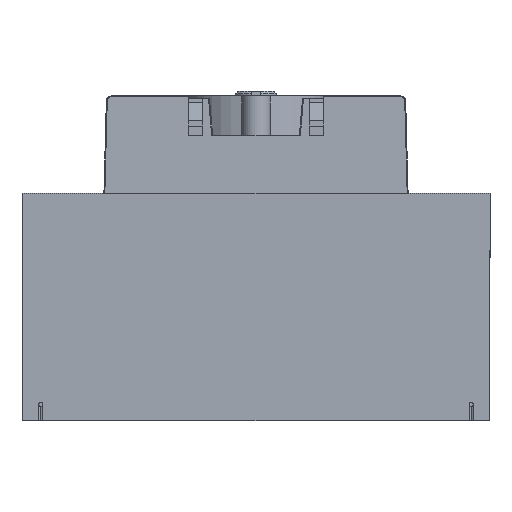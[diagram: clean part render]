
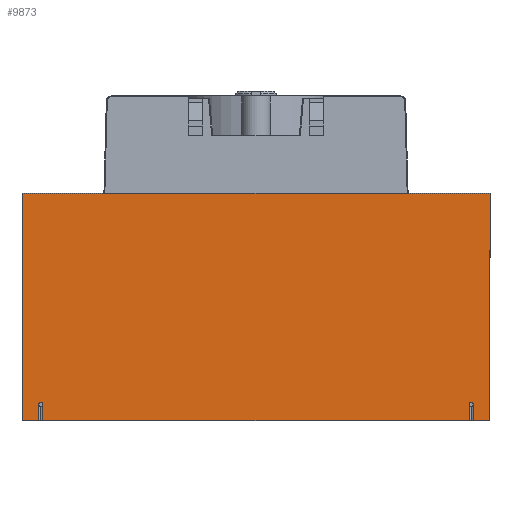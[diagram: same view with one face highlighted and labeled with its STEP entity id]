
A CAD part, left-side view. The second image highlights one B-rep face of the part: STEP entity #9873.
In plain terms, the highlighted planar face has unit normal (-1, 0, 0).
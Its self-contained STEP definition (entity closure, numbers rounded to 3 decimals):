
#7778=CARTESIAN_POINT('',(0.0,-46.45,3.5));
#7779=VERTEX_POINT('',#7778);
#7786=CARTESIAN_POINT('',(0.0,-45.55,3.5));
#7787=VERTEX_POINT('',#7786);
#7788=CARTESIAN_POINT('',(0.0,-46.,3.5));
#7789=DIRECTION('',(1.0,0.0,0.0));
#7790=DIRECTION('',(0.0,-1.0,0.0));
#7791=AXIS2_PLACEMENT_3D('',#7788,#7789,#7790);
#7792=CIRCLE('',#7791,0.45);
#7793=EDGE_CURVE('',#7787,#7779,#7792,.T.);
#7828=CARTESIAN_POINT('',(0.,45.868,3.93));
#7829=VERTEX_POINT('',#7828);
#7923=CARTESIAN_POINT('',(0.0,45.55,3.5));
#7924=VERTEX_POINT('',#7923);
#7931=CARTESIAN_POINT('',(0.0,46.,3.5));
#7932=DIRECTION('',(1.0,0.0,0.0));
#7933=DIRECTION('',(0.0,1.0,0.0));
#7934=AXIS2_PLACEMENT_3D('',#7931,#7932,#7933);
#7935=CIRCLE('',#7934,0.45);
#7936=EDGE_CURVE('',#7829,#7924,#7935,.T.);
#8274=CARTESIAN_POINT('',(0.0,50.,48.6));
#8275=VERTEX_POINT('',#8274);
#8276=CARTESIAN_POINT('',(0.0,-50.,48.6));
#8277=VERTEX_POINT('',#8276);
#8278=CARTESIAN_POINT('',(0.,50.,48.6));
#8279=DIRECTION('',(0.0,-1.0,0.0));
#8280=VECTOR('',#8279,100.);
#8281=LINE('',#8278,#8280);
#8282=EDGE_CURVE('',#8275,#8277,#8281,.T.);
#9665=CARTESIAN_POINT('',(0.0,-50.0,0.0));
#9666=VERTEX_POINT('',#9665);
#9673=CARTESIAN_POINT('',(0.0,-46.45,0.0));
#9674=VERTEX_POINT('',#9673);
#9675=CARTESIAN_POINT('',(0.0,-50.0,0.0));
#9676=DIRECTION('',(0.0,1.0,0.0));
#9677=VECTOR('',#9676,3.55);
#9678=LINE('',#9675,#9677);
#9679=EDGE_CURVE('',#9666,#9674,#9678,.T.);
#9715=CARTESIAN_POINT('',(0.0,-45.55,0.0));
#9716=VERTEX_POINT('',#9715);
#9723=CARTESIAN_POINT('',(0.0,45.55,0.0));
#9724=VERTEX_POINT('',#9723);
#9725=CARTESIAN_POINT('',(0.,-45.55,0.0));
#9726=DIRECTION('',(0.0,1.0,0.0));
#9727=VECTOR('',#9726,91.1);
#9728=LINE('',#9725,#9727);
#9729=EDGE_CURVE('',#9716,#9724,#9728,.T.);
#9765=CARTESIAN_POINT('',(0.0,46.45,0.0));
#9766=VERTEX_POINT('',#9765);
#9773=CARTESIAN_POINT('',(0.0,50.0,0.0));
#9774=VERTEX_POINT('',#9773);
#9775=CARTESIAN_POINT('',(0.0,46.45,0.0));
#9776=DIRECTION('',(0.0,1.0,0.0));
#9777=VECTOR('',#9776,3.55);
#9778=LINE('',#9775,#9777);
#9779=EDGE_CURVE('',#9766,#9774,#9778,.T.);
#9815=CARTESIAN_POINT('',(0.0,0.,19.862));
#9816=DIRECTION('',(-1.0,0.0,0.0));
#9817=DIRECTION('',(0.0,1.0,0.0));
#9818=AXIS2_PLACEMENT_3D('',#9815,#9816,#9817);
#9819=PLANE('',#9818);
#9820=ORIENTED_EDGE('',*,*,#8282,.F.);
#9821=CARTESIAN_POINT('',(0.0,50.0,0.0));
#9822=DIRECTION('',(0.0,0.0,1.0));
#9823=VECTOR('',#9822,48.6);
#9824=LINE('',#9821,#9823);
#9825=EDGE_CURVE('',#9774,#8275,#9824,.T.);
#9826=ORIENTED_EDGE('',*,*,#9825,.F.);
#9827=ORIENTED_EDGE('',*,*,#9779,.F.);
#9828=CARTESIAN_POINT('',(0.0,46.45,3.5));
#9829=VERTEX_POINT('',#9828);
#9830=CARTESIAN_POINT('',(0.0,46.45,0.0));
#9831=DIRECTION('',(0.0,0.0,1.0));
#9832=VECTOR('',#9831,3.5);
#9833=LINE('',#9830,#9832);
#9834=EDGE_CURVE('',#9766,#9829,#9833,.T.);
#9835=ORIENTED_EDGE('',*,*,#9834,.T.);
#9836=CARTESIAN_POINT('',(0.0,46.,3.5));
#9837=DIRECTION('',(1.0,0.0,0.0));
#9838=DIRECTION('',(0.0,1.0,0.0));
#9839=AXIS2_PLACEMENT_3D('',#9836,#9837,#9838);
#9840=CIRCLE('',#9839,0.45);
#9841=EDGE_CURVE('',#9829,#7829,#9840,.T.);
#9842=ORIENTED_EDGE('',*,*,#9841,.T.);
#9843=ORIENTED_EDGE('',*,*,#7936,.T.);
#9844=CARTESIAN_POINT('',(0.0,45.55,3.5));
#9845=DIRECTION('',(0.0,0.0,-1.0));
#9846=VECTOR('',#9845,3.5);
#9847=LINE('',#9844,#9846);
#9848=EDGE_CURVE('',#7924,#9724,#9847,.T.);
#9849=ORIENTED_EDGE('',*,*,#9848,.T.);
#9850=ORIENTED_EDGE('',*,*,#9729,.F.);
#9851=CARTESIAN_POINT('',(0.0,-45.55,0.0));
#9852=DIRECTION('',(0.0,0.0,1.0));
#9853=VECTOR('',#9852,3.5);
#9854=LINE('',#9851,#9853);
#9855=EDGE_CURVE('',#9716,#7787,#9854,.T.);
#9856=ORIENTED_EDGE('',*,*,#9855,.T.);
#9857=ORIENTED_EDGE('',*,*,#7793,.T.);
#9858=CARTESIAN_POINT('',(0.0,-46.45,3.5));
#9859=DIRECTION('',(0.0,0.0,-1.0));
#9860=VECTOR('',#9859,3.5);
#9861=LINE('',#9858,#9860);
#9862=EDGE_CURVE('',#7779,#9674,#9861,.T.);
#9863=ORIENTED_EDGE('',*,*,#9862,.T.);
#9864=ORIENTED_EDGE('',*,*,#9679,.F.);
#9865=CARTESIAN_POINT('',(0.0,-50.0,0.0));
#9866=DIRECTION('',(0.0,0.0,1.0));
#9867=VECTOR('',#9866,48.6);
#9868=LINE('',#9865,#9867);
#9869=EDGE_CURVE('',#9666,#8277,#9868,.T.);
#9870=ORIENTED_EDGE('',*,*,#9869,.T.);
#9871=EDGE_LOOP('',(#9820,#9826,#9827,#9835,#9842,#9843,#9849,#9850,#9856,#9857,#9863,#9864,#9870));
#9872=FACE_OUTER_BOUND('',#9871,.T.);
#9873=ADVANCED_FACE('',(#9872),#9819,.T.);
